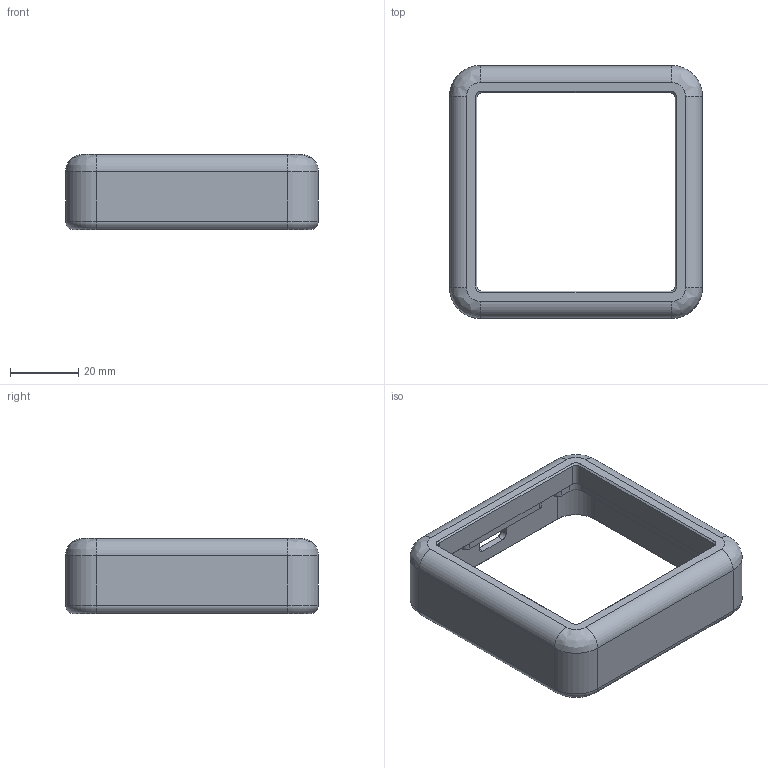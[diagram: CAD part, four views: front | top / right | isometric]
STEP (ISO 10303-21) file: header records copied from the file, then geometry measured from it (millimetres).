
FILE_DESCRIPTION(/* description */ (''),/* implementation_level */ '2;1');
FILE_NAME(/* name */ 'MACROPAD_Dex_top.step',/* time_stamp */ '2025-04-29T16:59:03+09:00',/* author */ (''),/* organization */ (''),/* preprocessor_version */ 'ST-DEVELOPER v20.1',/* originating_system */ 'Autodesk Translation Framework v14.4.0.0',/* authorisation */ '');
FILE_SCHEMA (('AUTOMOTIVE_DESIGN { 1 0 10303 214 3 1 1 }'));
Length unit declared in the file: millimetre
Products named in the file (2): MACROPAD_Dex; TOP
Assembly tree (1 placements, depth 2):
  MACROPAD_Dex
    TOP
Bounding box: 74.1 x 74.1 x 22 mm (x, y, z)
Volume: 25323.8 mm3; surface area: 15170.3 mm2
Topology: 1 solids, 1 shells, 123 faces, 320 edges, 200 vertices
Faces by surface type: cylinder 48, plane 47, cone 20, torus 4, bspline 4
Full cylindrical faces by diameter (mm): 2.38 x4, 3 x4
Entity records: 3918 total; most frequent: CARTESIAN_POINT 806, DIRECTION 668, ORIENTED_EDGE 624, EDGE_CURVE 312, AXIS2_PLACEMENT_3D 242, VERTEX_POINT 200, LINE 184, VECTOR 184
